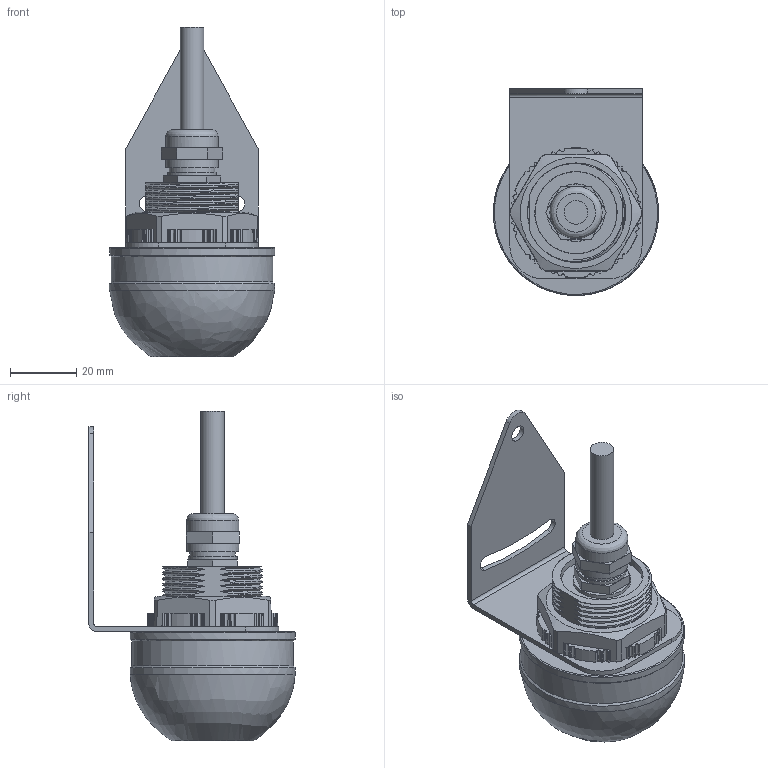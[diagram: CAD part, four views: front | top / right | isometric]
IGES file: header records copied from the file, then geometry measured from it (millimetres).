
Global section: file name: BP-FK-R50D-1B-2M; native system: Autodesk Inventor 2025; preprocessor: unknown; date: 20250114.091321; units: millimetre
Bounding box: 50.03 x 62.5 x 99.73 mm (x, y, z)
Volume: 82502.4 mm3; surface area: 31028.9 mm2
Topology: 7 solids, 7 shells, 336 faces, 929 edges, 623 vertices
Faces by surface type: bspline 336
